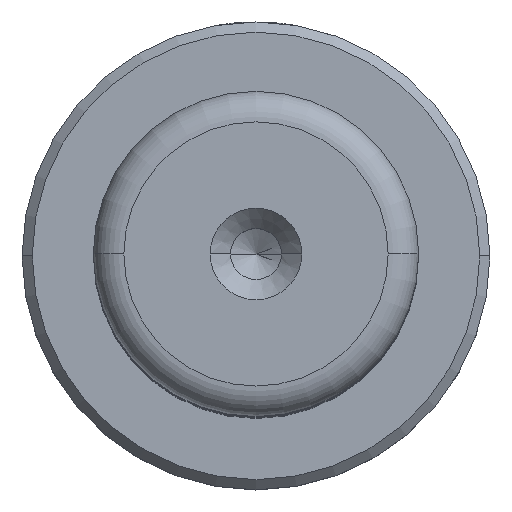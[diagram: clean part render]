
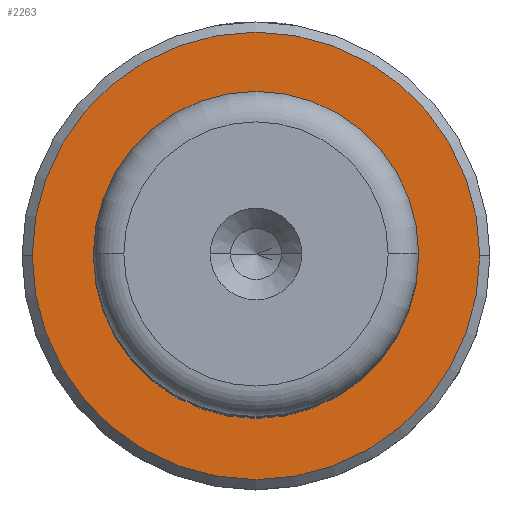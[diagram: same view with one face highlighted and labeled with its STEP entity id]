
A CAD part, top view. The second image highlights one B-rep face of the part: STEP entity #2263.
In plain terms, the highlighted planar face has unit normal (0, 0, 1).
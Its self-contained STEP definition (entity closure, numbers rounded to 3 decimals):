
#11 = VERTEX_POINT ( 'NONE', #1501 ) ;
#34 = CARTESIAN_POINT ( 'NONE',  ( 0., 0., 15. ) ) ;
#53 = EDGE_LOOP ( 'NONE', ( #2335, #1379 ) ) ;
#112 = CIRCLE ( 'NONE', #1649, 7.495 ) ;
#123 = DIRECTION ( 'NONE',  ( -1., 0., 0. ) ) ;
#172 = CARTESIAN_POINT ( 'NONE',  ( -7.495, 0., 15. ) ) ;
#183 = DIRECTION ( 'NONE',  ( 0., 0., -1. ) ) ;
#189 = DIRECTION ( 'NONE',  ( 0., 0., 1. ) ) ;
#307 = FACE_BOUND ( 'NONE', #2287, .T. ) ;
#448 = CIRCLE ( 'NONE', #2449, 7.495 ) ;
#458 = DIRECTION ( 'NONE',  ( 0., 0., 1. ) ) ;
#673 = CIRCLE ( 'NONE', #2029, 11. ) ;
#778 = FACE_OUTER_BOUND ( 'NONE', #53, .T. ) ;
#802 = VERTEX_POINT ( 'NONE', #1639 ) ;
#826 = CARTESIAN_POINT ( 'NONE',  ( 0., 0., 15. ) ) ;
#827 = VERTEX_POINT ( 'NONE', #172 ) ;
#1025 = DIRECTION ( 'NONE',  ( 1., 0., 0. ) ) ;
#1147 = AXIS2_PLACEMENT_3D ( 'NONE', #34, #458, #1723 ) ;
#1379 = ORIENTED_EDGE ( 'NONE', *, *, #2572, .T. ) ;
#1385 = DIRECTION ( 'NONE',  ( 0., 0., -1. ) ) ;
#1435 = CARTESIAN_POINT ( 'NONE',  ( 0., 0., 15. ) ) ;
#1445 = CARTESIAN_POINT ( 'NONE',  ( 0., 0., 15. ) ) ;
#1501 = CARTESIAN_POINT ( 'NONE',  ( 11., 0., 15. ) ) ;
#1502 = EDGE_CURVE ( 'NONE', #802, #827, #448, .T. ) ;
#1639 = CARTESIAN_POINT ( 'NONE',  ( 7.495, 0., 15. ) ) ;
#1645 = DIRECTION ( 'NONE',  ( -1., 0., 0. ) ) ;
#1649 = AXIS2_PLACEMENT_3D ( 'NONE', #1435, #183, #1645 ) ;
#1658 = DIRECTION ( 'NONE',  ( 1., 0., 0. ) ) ;
#1675 = VERTEX_POINT ( 'NONE', #1973 ) ;
#1723 = DIRECTION ( 'NONE',  ( 1., 0., 0. ) ) ;
#1791 = CIRCLE ( 'NONE', #2171, 11. ) ;
#1953 = ORIENTED_EDGE ( 'NONE', *, *, #2528, .T. ) ;
#1973 = CARTESIAN_POINT ( 'NONE',  ( -11., 0., 15. ) ) ;
#2029 = AXIS2_PLACEMENT_3D ( 'NONE', #826, #2271, #1025 ) ;
#2171 = AXIS2_PLACEMENT_3D ( 'NONE', #1445, #189, #1658 ) ;
#2263 = ADVANCED_FACE ( 'NONE', ( #778, #307 ), #2536, .T. ) ;
#2271 = DIRECTION ( 'NONE',  ( 0., 0., 1. ) ) ;
#2287 = EDGE_LOOP ( 'NONE', ( #1953, #2369 ) ) ;
#2335 = ORIENTED_EDGE ( 'NONE', *, *, #2568, .T. ) ;
#2369 = ORIENTED_EDGE ( 'NONE', *, *, #1502, .T. ) ;
#2449 = AXIS2_PLACEMENT_3D ( 'NONE', #2609, #1385, #123 ) ;
#2528 = EDGE_CURVE ( 'NONE', #827, #802, #112, .T. ) ;
#2536 = PLANE ( 'NONE',  #1147 ) ;
#2568 = EDGE_CURVE ( 'NONE', #1675, #11, #673, .T. ) ;
#2572 = EDGE_CURVE ( 'NONE', #11, #1675, #1791, .T. ) ;
#2609 = CARTESIAN_POINT ( 'NONE',  ( 0., 0., 15. ) ) ;
